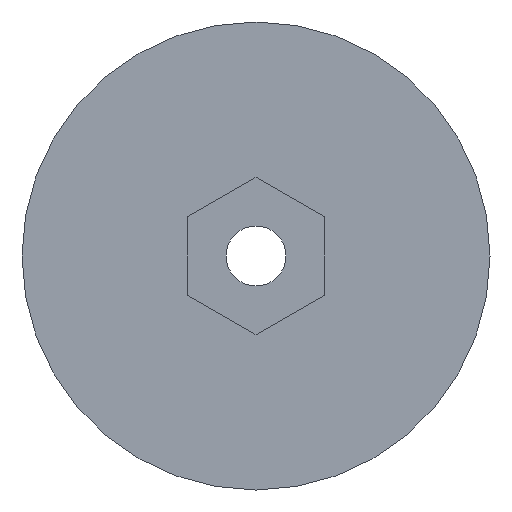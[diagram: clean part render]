
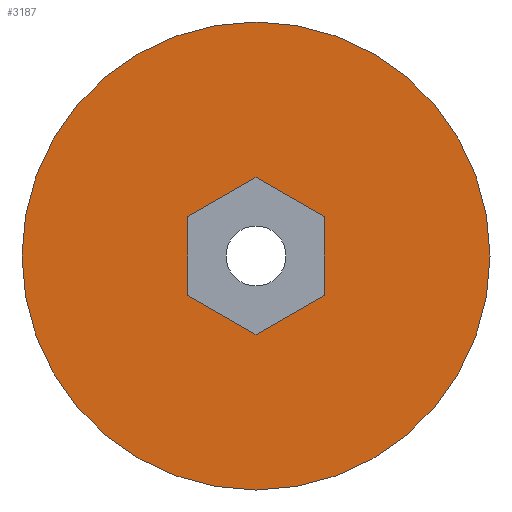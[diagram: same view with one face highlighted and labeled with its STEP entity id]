
A CAD part, left-side view. The second image highlights one B-rep face of the part: STEP entity #3187.
In plain terms, the highlighted planar face has unit normal (-1, 0, 0).
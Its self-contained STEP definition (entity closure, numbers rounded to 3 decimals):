
#115=CARTESIAN_POINT('',(0.,0.,0.));
#116=DIRECTION('',(-1.,0.,0.));
#117=DIRECTION('',(0.,1.,0.));
#118=AXIS2_PLACEMENT_3D('',#115,#116,#117);
#120=CARTESIAN_POINT('',(0.,0.,0.));
#121=DIRECTION('',(-1.,0.,0.));
#122=DIRECTION('',(0.,-1.,0.));
#123=AXIS2_PLACEMENT_3D('',#120,#121,#122);
#125=DIRECTION('',(0.,-0.866,-0.5));
#126=VECTOR('',#125,1.732);
#127=CARTESIAN_POINT('',(0.,0.,1.732));
#128=LINE('',#127,#126);
#129=DIRECTION('',(0.,-0.866,0.5));
#130=VECTOR('',#129,1.732);
#131=CARTESIAN_POINT('',(0.,1.5,0.866));
#132=LINE('',#131,#130);
#133=DIRECTION('',(0.,0.,1.));
#134=VECTOR('',#133,1.732);
#135=CARTESIAN_POINT('',(0.,1.5,-0.866));
#136=LINE('',#135,#134);
#137=DIRECTION('',(0.,0.866,0.5));
#138=VECTOR('',#137,1.732);
#139=CARTESIAN_POINT('',(0.,0.,-1.732));
#140=LINE('',#139,#138);
#141=DIRECTION('',(0.,0.866,-0.5));
#142=VECTOR('',#141,1.732);
#143=CARTESIAN_POINT('',(0.,-1.5,-0.866));
#144=LINE('',#143,#142);
#145=DIRECTION('',(0.,0.,-1.));
#146=VECTOR('',#145,1.732);
#147=CARTESIAN_POINT('',(0.,-1.5,0.866));
#148=LINE('',#147,#146);
#3100=CARTESIAN_POINT('',(0.,0.,1.732));
#3101=CARTESIAN_POINT('',(0.,-1.5,0.866));
#3102=VERTEX_POINT('',#3100);
#3103=VERTEX_POINT('',#3101);
#3104=CARTESIAN_POINT('',(0.,-1.5,-0.866));
#3105=VERTEX_POINT('',#3104);
#3106=CARTESIAN_POINT('',(0.,0.,-1.732));
#3107=VERTEX_POINT('',#3106);
#3108=CARTESIAN_POINT('',(0.,1.5,-0.866));
#3109=VERTEX_POINT('',#3108);
#3110=CARTESIAN_POINT('',(0.,1.5,0.866));
#3111=VERTEX_POINT('',#3110);
#3132=CARTESIAN_POINT('',(0.,5.158,0.));
#3133=CARTESIAN_POINT('',(0.,-5.158,0.));
#3134=VERTEX_POINT('',#3132);
#3135=VERTEX_POINT('',#3133);
#3162=CARTESIAN_POINT('',(0.,0.,0.));
#3163=DIRECTION('',(1.,0.,0.));
#3164=DIRECTION('',(0.,-1.,0.));
#3165=AXIS2_PLACEMENT_3D('',#3162,#3163,#3164);
#3166=PLANE('',#3165);
#3168=ORIENTED_EDGE('',*,*,#3167,.F.);
#3170=ORIENTED_EDGE('',*,*,#3169,.F.);
#3171=EDGE_LOOP('',(#3168,#3170));
#3172=FACE_OUTER_BOUND('',#3171,.F.);
#3174=ORIENTED_EDGE('',*,*,#3173,.F.);
#3176=ORIENTED_EDGE('',*,*,#3175,.F.);
#3178=ORIENTED_EDGE('',*,*,#3177,.F.);
#3180=ORIENTED_EDGE('',*,*,#3179,.F.);
#3182=ORIENTED_EDGE('',*,*,#3181,.F.);
#3184=ORIENTED_EDGE('',*,*,#3183,.F.);
#3185=EDGE_LOOP('',(#3174,#3176,#3178,#3180,#3182,#3184));
#3186=FACE_BOUND('',#3185,.F.);
#119=CIRCLE('',#118,5.158);
#124=CIRCLE('',#123,5.158);
#3167=EDGE_CURVE('',#3134,#3135,#119,.T.);
#3169=EDGE_CURVE('',#3135,#3134,#124,.T.);
#3173=EDGE_CURVE('',#3102,#3103,#128,.T.);
#3175=EDGE_CURVE('',#3111,#3102,#132,.T.);
#3177=EDGE_CURVE('',#3109,#3111,#136,.T.);
#3179=EDGE_CURVE('',#3107,#3109,#140,.T.);
#3181=EDGE_CURVE('',#3105,#3107,#144,.T.);
#3183=EDGE_CURVE('',#3103,#3105,#148,.T.);
#3187=ADVANCED_FACE('',(#3172,#3186),#3166,.F.);
